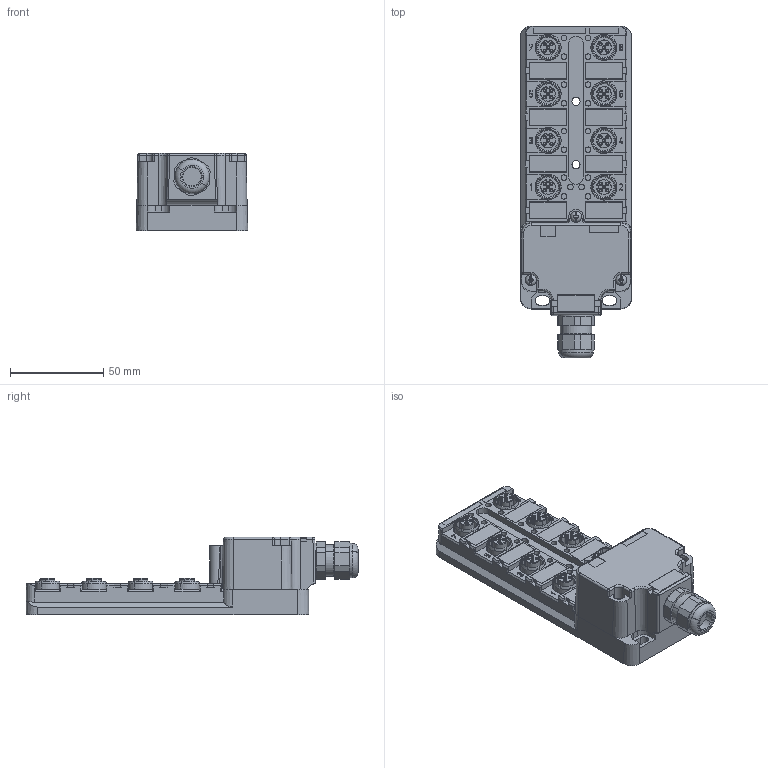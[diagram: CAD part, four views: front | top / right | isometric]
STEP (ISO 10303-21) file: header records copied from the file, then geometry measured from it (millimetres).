
FILE_DESCRIPTION(('CATIA V5 STEP Exchange','CAx-IF Rec.Pracs.--- Model Styling and Organization---1.4--- 2014-01-23'),'2;1');
FILE_NAME('1705940000.stp','2019-06-18T12:03:17+00:00',('none'),('none'),'CATIA Version 5-6 Release 2016 SP3 HF44','CATIA V5 STEP AP214','none');
FILE_SCHEMA(('AUTOMOTIVE_DESIGN { 1 0 10303 214 1 1 1 1 }'));
Length unit declared in the file: millimetre
Products named in the file (1): 1705940000
Bounding box: 60 x 178.33 x 41.5 mm (x, y, z)
Volume: 198168.6 mm3; surface area: 52728.5 mm2
Topology: 9 solids, 14 shells, 1389 faces, 3386 edges, 2168 vertices
Faces by surface type: plane 637, cylinder 456, cone 244, torus 46, sphere 6
Entity records: 39502 total; most frequent: CARTESIAN_POINT 8070, ORIENTED_EDGE 6760, DIRECTION 4948, EDGE_CURVE 3380, VERTEX_POINT 2168, AXIS2_PLACEMENT_3D 2128, VECTOR 1909, LINE 1909
